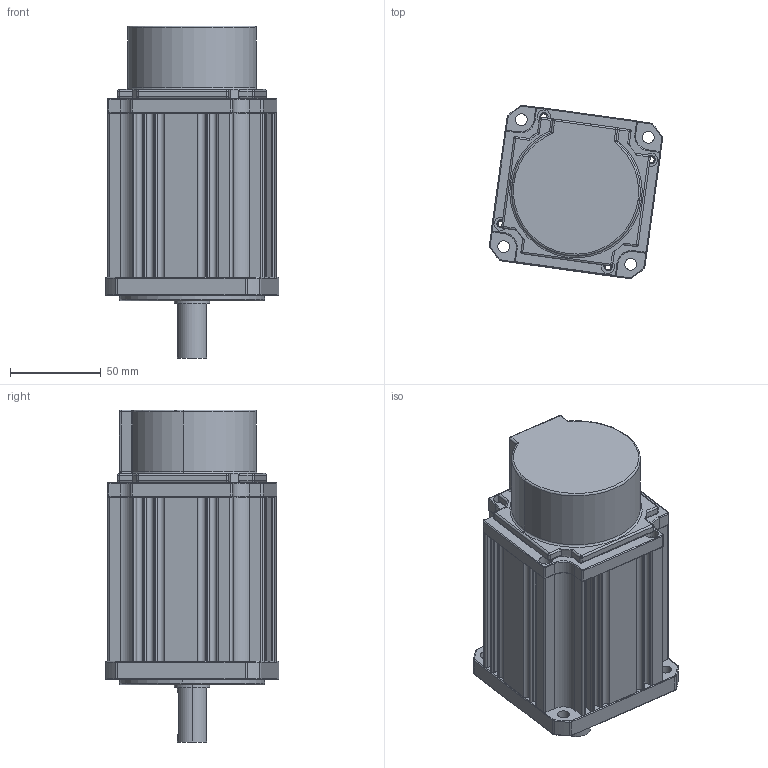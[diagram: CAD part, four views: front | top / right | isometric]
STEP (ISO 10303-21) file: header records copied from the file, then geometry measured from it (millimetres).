
FILE_DESCRIPTION (( 'STEP AP203' ), '1' );
FILE_NAME ('90 2.4N.M装配.STEP', '2018-09-13T08:54:31', ( '微软用户' ), ( '微软中国' ), 'SwSTEP 2.0', 'SolidWorks 2016', '' );
FILE_SCHEMA (( 'CONFIG_CONTROL_DESIGN' ));
Length unit declared in the file: millimetre
Products named in the file (9): 晤鎢ん; 6204; 90 2.4N.M蚾饜; 90  2.4N.M粣; 6202; 900晤鎢ん欶; 90綴裔; 90儂褲; 90ヶ裔
Assembly tree (8 placements, depth 2):
  90 2.4N.M蚾饜
    90  2.4N.M粣
    6202
    900晤鎢ん欶
    90綴裔
    90儂褲
    90ヶ裔
    晤鎢ん
    6204
Bounding box: 95.58 x 95.58 x 183 mm (x, y, z)
Volume: 428750 mm3; surface area: 176388.9 mm2
Topology: 8 solids, 8 shells, 838 faces, 2016 edges, 1201 vertices
Faces by surface type: cylinder 403, torus 177, plane 176, sphere 40, cone 30, bspline 12
Entity records: 26058 total; most frequent: CARTESIAN_POINT 5015, DIRECTION 4721, ORIENTED_EDGE 3942, AXIS2_PLACEMENT_3D 1977, EDGE_CURVE 1971, VERTEX_POINT 1197, CIRCLE 1140, EDGE_LOOP 942
